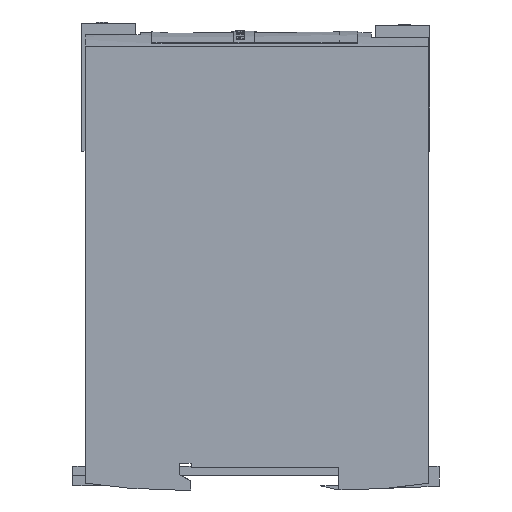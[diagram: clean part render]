
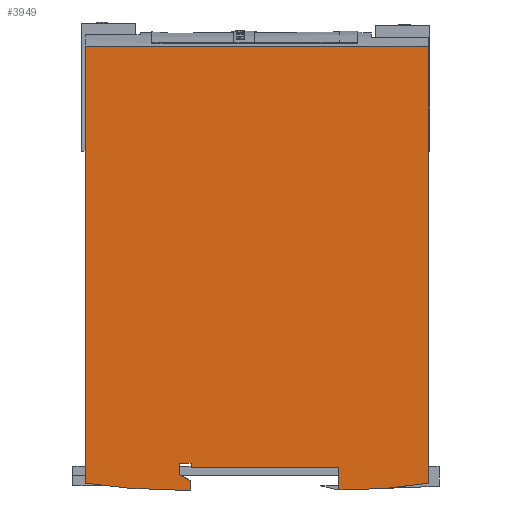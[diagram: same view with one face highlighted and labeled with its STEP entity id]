
A CAD part, left-side view. The second image highlights one B-rep face of the part: STEP entity #3949.
In plain terms, the highlighted planar face has unit normal (-1, 0, 0).
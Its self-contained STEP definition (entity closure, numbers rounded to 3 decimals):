
#641 = PLANE ( 'NONE',  #6100 ) ;
#642 = CARTESIAN_POINT ( 'NONE',  ( 23.835, 4.93, -37.501 ) ) ;
#643 = DIRECTION ( 'NONE',  ( 1., 0., 0. ) ) ;
#644 = DIRECTION ( 'NONE',  ( 0., 1., 0. ) ) ;
#1207 = VECTOR ( 'NONE', #1733, 1000. ) ;
#1214 = VECTOR ( 'NONE', #1902, 1000. ) ;
#1224 = VECTOR ( 'NONE', #1931, 1000. ) ;
#1251 = VECTOR ( 'NONE', #1991, 1000. ) ;
#1255 = VECTOR ( 'NONE', #1999, 1000. ) ;
#1260 = VECTOR ( 'NONE', #2009, 1000. ) ;
#1264 = VECTOR ( 'NONE', #2017, 1000. ) ;
#1269 = VECTOR ( 'NONE', #2027, 1000. ) ;
#1732 = CARTESIAN_POINT ( 'NONE',  ( 23.835, -60.288, 59.124 ) ) ;
#1733 = DIRECTION ( 'NONE',  ( 0., 1., 0. ) ) ;
#1789 = CARTESIAN_POINT ( 'NONE',  ( 23.835, -60.288, -36.376 ) ) ;
#1790 = DIRECTION ( 'NONE',  ( 0., 0., 1. ) ) ;
#1868 = CARTESIAN_POINT ( 'NONE',  ( 23.835, 14.712, -36.376 ) ) ;
#1869 = CARTESIAN_POINT ( 'NONE',  ( 23.835, 5.031, -37.876 ) ) ;
#1870 = CARTESIAN_POINT ( 'NONE',  ( 23.835, -5.055, -37.876 ) ) ;
#1875 = CARTESIAN_POINT ( 'NONE',  ( 23.835, -5.055, -37.876 ) ) ;
#1876 = DIRECTION ( 'NONE',  ( 0., -1., 0. ) ) ;
#1881 = CARTESIAN_POINT ( 'NONE',  ( 23.835, -8.38, -37.876 ) ) ;
#1882 = DIRECTION ( 'NONE',  ( 0., 0., 1. ) ) ;
#1891 = CARTESIAN_POINT ( 'NONE',  ( 23.835, -8.38, -35.876 ) ) ;
#1892 = DIRECTION ( 'NONE',  ( 0., 0.876, 0.483 ) ) ;
#1901 = CARTESIAN_POINT ( 'NONE',  ( 23.835, -40.682, -37.876 ) ) ;
#1902 = DIRECTION ( 'NONE',  ( 0., -1., 0. ) ) ;
#1911 = CARTESIAN_POINT ( 'NONE',  ( 23.835, -41.682, -37.876 ) ) ;
#1912 = CARTESIAN_POINT ( 'NONE',  ( 23.835, -51.301, -37.876 ) ) ;
#1913 = CARTESIAN_POINT ( 'NONE',  ( 23.835, -60.288, -36.376 ) ) ;
#1930 = CARTESIAN_POINT ( 'NONE',  ( 23.835, 14.712, 36.124 ) ) ;
#1931 = DIRECTION ( 'NONE',  ( 0., 0., -1. ) ) ;
#1990 = CARTESIAN_POINT ( 'NONE',  ( 23.835, -5.932, -34.526 ) ) ;
#1991 = DIRECTION ( 'NONE',  ( 0., 0., 1. ) ) ;
#1998 = CARTESIAN_POINT ( 'NONE',  ( 23.835, -5.932, -32.026 ) ) ;
#1999 = DIRECTION ( 'NONE',  ( 0., -1., 0. ) ) ;
#2008 = CARTESIAN_POINT ( 'NONE',  ( 23.835, -8.432, -32.026 ) ) ;
#2009 = DIRECTION ( 'NONE',  ( 0., 0., -1. ) ) ;
#2016 = CARTESIAN_POINT ( 'NONE',  ( 23.835, -8.432, -33.026 ) ) ;
#2017 = DIRECTION ( 'NONE',  ( 0., -1., 0. ) ) ;
#2026 = CARTESIAN_POINT ( 'NONE',  ( 23.835, -40.682, -33.026 ) ) ;
#2027 = DIRECTION ( 'NONE',  ( 0., 0., -1. ) ) ;
#2163 = EDGE_CURVE ( 'NONE', #5448, #5541, #6554, .T. ) ;
#2190 = EDGE_CURVE ( 'NONE', #5513, #5448, #6578, .T. ) ;
#2229 = EDGE_CURVE ( 'NONE', #7741, #7744, #8186, .T. ) ;
#2232 = EDGE_CURVE ( 'NONE', #7744, #7746, #6618, .T. ) ;
#2235 = EDGE_CURVE ( 'NONE', #7746, #7748, #6621, .T. ) ;
#2240 = EDGE_CURVE ( 'NONE', #7748, #7752, #6626, .T. ) ;
#2245 = EDGE_CURVE ( 'NONE', #7753, #7757, #6631, .T. ) ;
#2249 = EDGE_CURVE ( 'NONE', #7757, #5513, #8189, .T. ) ;
#2258 = EDGE_CURVE ( 'NONE', #5541, #7741, #6641, .T. ) ;
#2287 = EDGE_CURVE ( 'NONE', #7752, #7782, #6668, .T. ) ;
#2291 = EDGE_CURVE ( 'NONE', #7782, #7780, #6672, .T. ) ;
#2296 = EDGE_CURVE ( 'NONE', #7780, #7778, #6677, .T. ) ;
#2300 = EDGE_CURVE ( 'NONE', #7778, #7776, #6681, .T. ) ;
#2305 = EDGE_CURVE ( 'NONE', #7776, #7753, #6686, .T. ) ;
#2895 = CARTESIAN_POINT ( 'NONE',  ( 23.835, -60.288, 59.124 ) ) ;
#2960 = CARTESIAN_POINT ( 'NONE',  ( 23.835, -60.288, -36.376 ) ) ;
#2988 = CARTESIAN_POINT ( 'NONE',  ( 23.835, 14.712, 59.124 ) ) ;
#3271 = CARTESIAN_POINT ( 'NONE',  ( 23.835, 14.712, -36.376 ) ) ;
#3274 = CARTESIAN_POINT ( 'NONE',  ( 23.835, -5.055, -37.876 ) ) ;
#3276 = CARTESIAN_POINT ( 'NONE',  ( 23.835, -8.38, -37.876 ) ) ;
#3278 = CARTESIAN_POINT ( 'NONE',  ( 23.835, -8.38, -35.876 ) ) ;
#3282 = CARTESIAN_POINT ( 'NONE',  ( 23.835, -5.932, -34.526 ) ) ;
#3283 = CARTESIAN_POINT ( 'NONE',  ( 23.835, -40.682, -37.876 ) ) ;
#3287 = CARTESIAN_POINT ( 'NONE',  ( 23.835, -41.682, -37.876 ) ) ;
#3306 = CARTESIAN_POINT ( 'NONE',  ( 23.835, -40.682, -33.026 ) ) ;
#3308 = CARTESIAN_POINT ( 'NONE',  ( 23.835, -8.432, -33.026 ) ) ;
#3310 = CARTESIAN_POINT ( 'NONE',  ( 23.835, -8.432, -32.026 ) ) ;
#3312 = CARTESIAN_POINT ( 'NONE',  ( 23.835, -5.932, -32.026 ) ) ;
#3949 = ADVANCED_FACE ( 'NONE', ( #6877 ), #641, .F. ) ;
#4301 = VECTOR ( 'NONE', #1882, 1000. ) ;
#4311 = VECTOR ( 'NONE', #1876, 1000. ) ;
#5244 = VECTOR ( 'NONE', #1892, 1000. ) ;
#5312 = VECTOR ( 'NONE', #1790, 1000. ) ;
#5448 = VERTEX_POINT ( 'NONE', #2895 ) ;
#5513 = VERTEX_POINT ( 'NONE', #2960 ) ;
#5541 = VERTEX_POINT ( 'NONE', #2988 ) ;
#5598 = EDGE_LOOP ( 'NONE', ( #6441, #6442, #6443, #6439, #6444, #6445, #6446, #6447, #6448, #6449, #6450, #6451, #6452, #6453 ) ) ;
#6100 = AXIS2_PLACEMENT_3D ( 'NONE', #642, #643, #644 ) ;
#6439 = ORIENTED_EDGE ( 'NONE', *, *, #2229, .T. ) ;
#6441 = ORIENTED_EDGE ( 'NONE', *, *, #2190, .T. ) ;
#6442 = ORIENTED_EDGE ( 'NONE', *, *, #2163, .T. ) ;
#6443 = ORIENTED_EDGE ( 'NONE', *, *, #2258, .T. ) ;
#6444 = ORIENTED_EDGE ( 'NONE', *, *, #2232, .T. ) ;
#6445 = ORIENTED_EDGE ( 'NONE', *, *, #2235, .T. ) ;
#6446 = ORIENTED_EDGE ( 'NONE', *, *, #2240, .T. ) ;
#6447 = ORIENTED_EDGE ( 'NONE', *, *, #2287, .T. ) ;
#6448 = ORIENTED_EDGE ( 'NONE', *, *, #2291, .T. ) ;
#6449 = ORIENTED_EDGE ( 'NONE', *, *, #2296, .T. ) ;
#6450 = ORIENTED_EDGE ( 'NONE', *, *, #2300, .T. ) ;
#6451 = ORIENTED_EDGE ( 'NONE', *, *, #2305, .T. ) ;
#6452 = ORIENTED_EDGE ( 'NONE', *, *, #2245, .T. ) ;
#6453 = ORIENTED_EDGE ( 'NONE', *, *, #2249, .T. ) ;
#6554 = LINE ( 'NONE', #1732, #1207 ) ;
#6578 = LINE ( 'NONE', #1789, #5312 ) ;
#6618 = LINE ( 'NONE', #1875, #4311 ) ;
#6621 = LINE ( 'NONE', #1881, #4301 ) ;
#6626 = LINE ( 'NONE', #1891, #5244 ) ;
#6631 = LINE ( 'NONE', #1901, #1214 ) ;
#6641 = LINE ( 'NONE', #1930, #1224 ) ;
#6668 = LINE ( 'NONE', #1990, #1251 ) ;
#6672 = LINE ( 'NONE', #1998, #1255 ) ;
#6677 = LINE ( 'NONE', #2008, #1260 ) ;
#6681 = LINE ( 'NONE', #2016, #1264 ) ;
#6686 = LINE ( 'NONE', #2026, #1269 ) ;
#6877 = FACE_OUTER_BOUND ( 'NONE', #5598, .T. ) ;
#7741 = VERTEX_POINT ( 'NONE', #3271 ) ;
#7744 = VERTEX_POINT ( 'NONE', #3274 ) ;
#7746 = VERTEX_POINT ( 'NONE', #3276 ) ;
#7748 = VERTEX_POINT ( 'NONE', #3278 ) ;
#7752 = VERTEX_POINT ( 'NONE', #3282 ) ;
#7753 = VERTEX_POINT ( 'NONE', #3283 ) ;
#7757 = VERTEX_POINT ( 'NONE', #3287 ) ;
#7776 = VERTEX_POINT ( 'NONE', #3306 ) ;
#7778 = VERTEX_POINT ( 'NONE', #3308 ) ;
#7780 = VERTEX_POINT ( 'NONE', #3310 ) ;
#7782 = VERTEX_POINT ( 'NONE', #3312 ) ;
#8186 = B_SPLINE_CURVE_WITH_KNOTS ( 'NONE', 2,
 ( #1868, #1869, #1870 ),
 .UNSPECIFIED., .F., .F.,
 ( 3, 3 ),
 ( 2., 3. ),
 .UNSPECIFIED. ) ;
#8189 = B_SPLINE_CURVE_WITH_KNOTS ( 'NONE', 2,
 ( #1911, #1912, #1913 ),
 .UNSPECIFIED., .F., .F.,
 ( 3, 3 ),
 ( 12., 13. ),
 .UNSPECIFIED. ) ;
